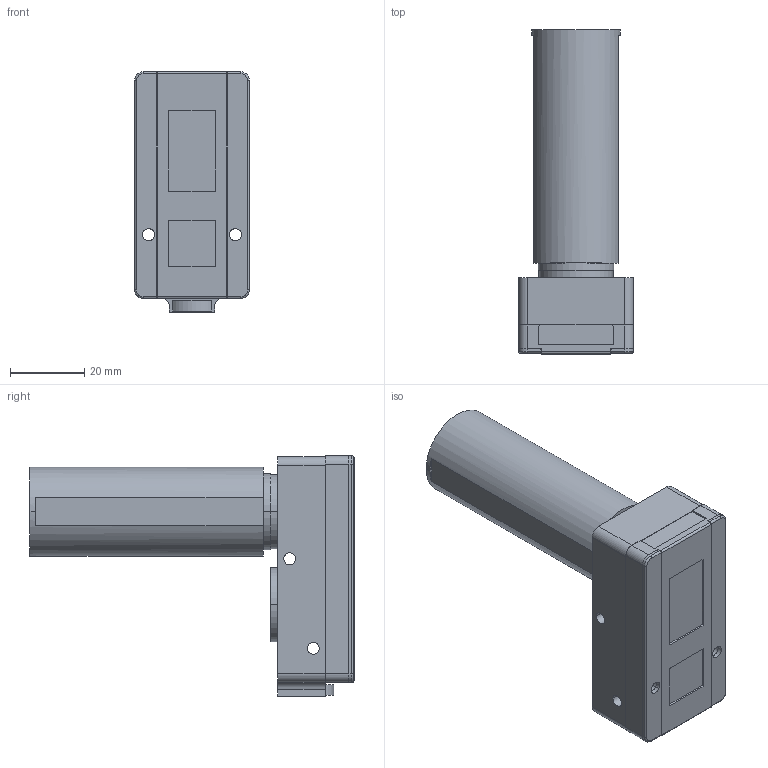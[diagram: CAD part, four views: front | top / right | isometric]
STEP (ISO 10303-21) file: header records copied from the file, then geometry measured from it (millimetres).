
FILE_DESCRIPTION((''),'2;1');
FILE_NAME('BM05-C_ASM','2019-10-14T',('Administrator'),(''),'PRO/ENGINEER BY PARAMETRIC TECHNOLOGY CORPORATION, 2010280','PRO/ENGINEER BY PARAMETRIC TECHNOLOGY CORPORATION, 2010280','');
FILE_SCHEMA(('CONFIG_CONTROL_DESIGN'));
Length unit declared in the file: millimetre
Products named in the file (10): 4444_2; PRT0112; MANIFOLD_SOLID_BREP_25647; MANIFOLD_SOLID_BREP_26738; ASM0027_ASM; ASM0026_ASM; PRT0113; G114_1; Z_ASM_2_ASM; BM05-C_ASM
Assembly tree (9 placements, depth 5):
  BM05-C_ASM
    Z_ASM_2_ASM
      4444_2
      ASM0026_ASM
        PRT0112
        ASM0027_ASM
          MANIFOLD_SOLID_BREP_25647
          MANIFOLD_SOLID_BREP_26738
      PRT0113
      G114_1
Bounding box: 31 x 87.55 x 64.9 mm (x, y, z)
Volume: 49176.7 mm3; surface area: 30400.3 mm2
Topology: 6 solids, 6 shells, 617 faces, 1644 edges, 1097 vertices
Faces by surface type: cylinder 281, plane 218, cone 46, torus 36, bspline 32, sphere 4
Entity records: 29691 total; most frequent: CARTESIAN_POINT 13803, ORIENTED_EDGE 3280, DIRECTION 3271, EDGE_CURVE 1640, AXIS2_PLACEMENT_3D 1252, VERTEX_POINT 1097, VECTOR 767, LINE 767
